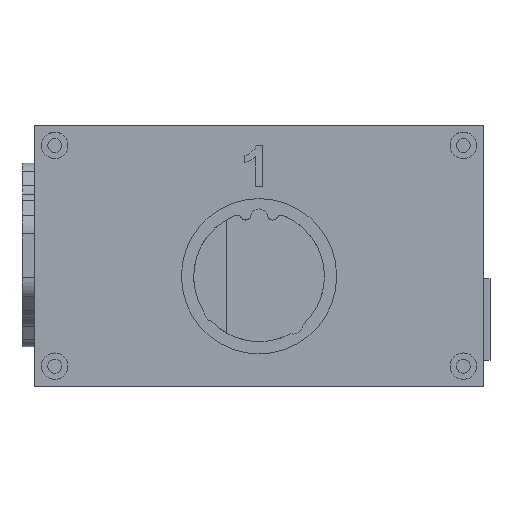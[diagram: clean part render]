
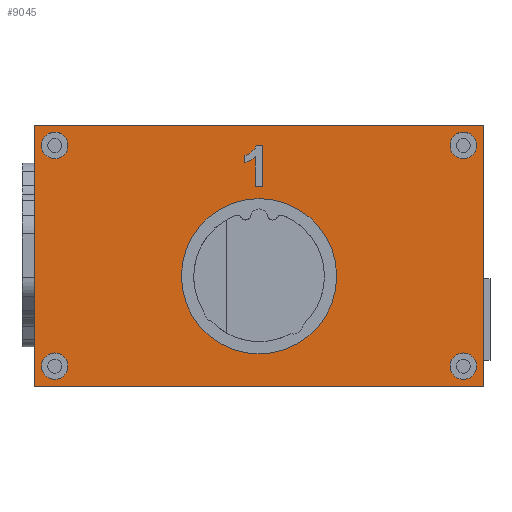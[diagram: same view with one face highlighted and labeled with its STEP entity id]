
A CAD part, top view. The second image highlights one B-rep face of the part: STEP entity #9045.
In plain terms, the highlighted planar face has unit normal (0, 0, 1).
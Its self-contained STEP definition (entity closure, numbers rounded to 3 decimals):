
#340=B_SPLINE_CURVE_WITH_KNOTS('',3,(#15340,#15341,#15342,#15343,#15344),
 .UNSPECIFIED.,.F.,.F.,(4,1,4),(0.,0.105,0.202),
 .UNSPECIFIED.);
#342=B_SPLINE_CURVE_WITH_KNOTS('',3,(#15363,#15364,#15365,#15366,#15367),
 .UNSPECIFIED.,.F.,.F.,(4,1,4),(0.,0.086,0.188),
 .UNSPECIFIED.);
#344=B_SPLINE_CURVE_WITH_KNOTS('',3,(#15392,#15393,#15394,#15395,#15396),
 .UNSPECIFIED.,.F.,.F.,(4,1,4),(0.,0.143,0.289),
 .UNSPECIFIED.);
#509=FACE_BOUND('',#1588,.T.);
#510=FACE_BOUND('',#1589,.T.);
#511=FACE_BOUND('',#1590,.T.);
#512=FACE_BOUND('',#1591,.T.);
#513=FACE_BOUND('',#1592,.T.);
#514=FACE_BOUND('',#1593,.T.);
#560=CIRCLE('',#9480,3.25);
#562=CIRCLE('',#9484,3.25);
#568=CIRCLE('',#9494,3.25);
#570=CIRCLE('',#9498,3.25);
#601=CIRCLE('',#9557,19.);
#1047=FACE_OUTER_BOUND('',#1587,.T.);
#1587=EDGE_LOOP('',(#7803,#7804,#7805,#7806));
#1588=EDGE_LOOP('',(#7807,#7808,#7809,#7810,#7811,#7812,#7813,#7814));
#1589=EDGE_LOOP('',(#7815));
#1590=EDGE_LOOP('',(#7816));
#1591=EDGE_LOOP('',(#7817));
#1592=EDGE_LOOP('',(#7818));
#1593=EDGE_LOOP('',(#7819));
#2302=LINE('',#15323,#3241);
#2308=LINE('',#15377,#3247);
#2312=LINE('',#15406,#3251);
#2315=LINE('',#15412,#3254);
#2318=LINE('',#15417,#3257);
#2426=LINE('',#15736,#3365);
#2428=LINE('',#15740,#3367);
#2430=LINE('',#15744,#3369);
#2432=LINE('',#15747,#3371);
#3241=VECTOR('',#10805,10.);
#3247=VECTOR('',#10813,10.);
#3251=VECTOR('',#10819,10.);
#3254=VECTOR('',#10824,10.);
#3257=VECTOR('',#10829,10.);
#3365=VECTOR('',#11151,10.);
#3367=VECTOR('',#11155,10.);
#3369=VECTOR('',#11159,10.);
#3371=VECTOR('',#11163,10.);
#4147=VERTEX_POINT('',#15321);
#4148=VERTEX_POINT('',#15322);
#4151=VERTEX_POINT('',#15339);
#4153=VERTEX_POINT('',#15362);
#4155=VERTEX_POINT('',#15376);
#4157=VERTEX_POINT('',#15391);
#4159=VERTEX_POINT('',#15405);
#4161=VERTEX_POINT('',#15411);
#4199=VERTEX_POINT('',#15533);
#4201=VERTEX_POINT('',#15540);
#4207=VERTEX_POINT('',#15559);
#4209=VERTEX_POINT('',#15566);
#4264=VERTEX_POINT('',#15729);
#4265=VERTEX_POINT('',#15733);
#4266=VERTEX_POINT('',#15735);
#4267=VERTEX_POINT('',#15739);
#4268=VERTEX_POINT('',#15743);
#5298=EDGE_CURVE('',#4147,#4148,#2302,.T.);
#5302=EDGE_CURVE('',#4151,#4147,#340,.T.);
#5305=EDGE_CURVE('',#4153,#4151,#342,.T.);
#5308=EDGE_CURVE('',#4155,#4153,#2308,.T.);
#5311=EDGE_CURVE('',#4157,#4155,#344,.T.);
#5314=EDGE_CURVE('',#4159,#4157,#2312,.T.);
#5317=EDGE_CURVE('',#4161,#4159,#2315,.T.);
#5320=EDGE_CURVE('',#4148,#4161,#2318,.T.);
#5376=EDGE_CURVE('',#4199,#4199,#560,.T.);
#5379=EDGE_CURVE('',#4201,#4201,#562,.T.);
#5388=EDGE_CURVE('',#4207,#4207,#568,.T.);
#5391=EDGE_CURVE('',#4209,#4209,#570,.T.);
#5471=EDGE_CURVE('',#4264,#4264,#601,.T.);
#5474=EDGE_CURVE('',#4266,#4265,#2426,.T.);
#5476=EDGE_CURVE('',#4267,#4266,#2428,.T.);
#5478=EDGE_CURVE('',#4268,#4267,#2430,.T.);
#5480=EDGE_CURVE('',#4265,#4268,#2432,.T.);
#7803=ORIENTED_EDGE('',*,*,#5480,.T.);
#7804=ORIENTED_EDGE('',*,*,#5478,.T.);
#7805=ORIENTED_EDGE('',*,*,#5476,.T.);
#7806=ORIENTED_EDGE('',*,*,#5474,.T.);
#7807=ORIENTED_EDGE('',*,*,#5298,.T.);
#7808=ORIENTED_EDGE('',*,*,#5320,.T.);
#7809=ORIENTED_EDGE('',*,*,#5317,.T.);
#7810=ORIENTED_EDGE('',*,*,#5314,.T.);
#7811=ORIENTED_EDGE('',*,*,#5311,.T.);
#7812=ORIENTED_EDGE('',*,*,#5308,.T.);
#7813=ORIENTED_EDGE('',*,*,#5305,.T.);
#7814=ORIENTED_EDGE('',*,*,#5302,.T.);
#7815=ORIENTED_EDGE('',*,*,#5376,.T.);
#7816=ORIENTED_EDGE('',*,*,#5379,.T.);
#7817=ORIENTED_EDGE('',*,*,#5388,.T.);
#7818=ORIENTED_EDGE('',*,*,#5391,.T.);
#7819=ORIENTED_EDGE('',*,*,#5471,.T.);
#8579=PLANE('',#9562);
#9045=ADVANCED_FACE('',(#1047,#509,#510,#511,#512,#513,#514),#8579,.T.);
#9480=AXIS2_PLACEMENT_3D('',#15534,#10937,#10938);
#9484=AXIS2_PLACEMENT_3D('',#15541,#10946,#10947);
#9494=AXIS2_PLACEMENT_3D('',#15560,#10969,#10970);
#9498=AXIS2_PLACEMENT_3D('',#15567,#10978,#10979);
#9557=AXIS2_PLACEMENT_3D('',#15730,#11145,#11146);
#9562=AXIS2_PLACEMENT_3D('',#15748,#11164,#11165);
#10805=DIRECTION('',(1.,0.,0.));
#10813=DIRECTION('',(0.,1.,0.));
#10819=DIRECTION('',(0.,1.,0.));
#10824=DIRECTION('',(-1.,0.,0.));
#10829=DIRECTION('',(0.,-1.,0.));
#10937=DIRECTION('center_axis',(0.,0.,-1.));
#10938=DIRECTION('ref_axis',(-1.,0.,0.));
#10946=DIRECTION('center_axis',(0.,0.,-1.));
#10947=DIRECTION('ref_axis',(-1.,0.,0.));
#10969=DIRECTION('center_axis',(0.,0.,-1.));
#10970=DIRECTION('ref_axis',(-1.,0.,0.));
#10978=DIRECTION('center_axis',(0.,0.,-1.));
#10979=DIRECTION('ref_axis',(-1.,0.,0.));
#11145=DIRECTION('center_axis',(0.,0.,-1.));
#11146=DIRECTION('ref_axis',(-1.,0.,0.));
#11151=DIRECTION('',(0.,-1.,0.));
#11155=DIRECTION('',(-1.,0.,0.));
#11159=DIRECTION('',(0.,1.,0.));
#11163=DIRECTION('',(1.,0.,0.));
#11164=DIRECTION('center_axis',(0.,0.,1.));
#11165=DIRECTION('ref_axis',(1.,0.,0.));
#15321=CARTESIAN_POINT('',(-55.609,27.041,40.));
#15322=CARTESIAN_POINT('',(-54.054,27.041,40.));
#15323=CARTESIAN_POINT('',(-55.304,27.041,40.));
#15339=CARTESIAN_POINT('',(-56.816,25.441,40.));
#15340=CARTESIAN_POINT('Ctrl Pts',(-56.816,25.441,40.));
#15341=CARTESIAN_POINT('Ctrl Pts',(-56.548,25.673,40.));
#15342=CARTESIAN_POINT('Ctrl Pts',(-56.031,26.121,40.));
#15343=CARTESIAN_POINT('Ctrl Pts',(-55.746,26.742,40.));
#15344=CARTESIAN_POINT('Ctrl Pts',(-55.609,27.041,40.));
#15362=CARTESIAN_POINT('',(-58.446,24.51,40.));
#15363=CARTESIAN_POINT('Ctrl Pts',(-58.446,24.51,40.));
#15364=CARTESIAN_POINT('Ctrl Pts',(-58.18,24.619,40.));
#15365=CARTESIAN_POINT('Ctrl Pts',(-57.596,24.858,40.));
#15366=CARTESIAN_POINT('Ctrl Pts',(-57.091,25.236,40.));
#15367=CARTESIAN_POINT('Ctrl Pts',(-56.816,25.441,40.));
#15376=CARTESIAN_POINT('',(-58.446,22.771,40.));
#15377=CARTESIAN_POINT('',(-58.446,11.385,40.));
#15391=CARTESIAN_POINT('',(-55.97,24.224,40.));
#15392=CARTESIAN_POINT('Ctrl Pts',(-55.97,24.224,40.));
#15393=CARTESIAN_POINT('Ctrl Pts',(-56.339,23.917,40.));
#15394=CARTESIAN_POINT('Ctrl Pts',(-57.084,23.296,40.));
#15395=CARTESIAN_POINT('Ctrl Pts',(-57.989,22.947,40.));
#15396=CARTESIAN_POINT('Ctrl Pts',(-58.446,22.771,40.));
#15405=CARTESIAN_POINT('',(-55.97,17.,40.));
#15406=CARTESIAN_POINT('',(-55.97,8.5,40.));
#15411=CARTESIAN_POINT('',(-54.054,17.,40.));
#15412=CARTESIAN_POINT('',(-54.527,17.,40.));
#15417=CARTESIAN_POINT('',(-54.054,13.52,40.));
#15533=CARTESIAN_POINT('',(-101.75,27.,40.));
#15534=CARTESIAN_POINT('Origin',(-105.,27.,40.));
#15540=CARTESIAN_POINT('',(-101.75,-27.,40.));
#15541=CARTESIAN_POINT('Origin',(-105.,-27.,40.));
#15559=CARTESIAN_POINT('',(-1.75,27.,40.));
#15560=CARTESIAN_POINT('Origin',(-5.,27.,40.));
#15566=CARTESIAN_POINT('',(-1.75,-27.,40.));
#15567=CARTESIAN_POINT('Origin',(-5.,-27.,40.));
#15729=CARTESIAN_POINT('',(-36.,-5.,40.));
#15730=CARTESIAN_POINT('Origin',(-55.,-5.,40.));
#15733=CARTESIAN_POINT('',(-110.,-32.,40.));
#15735=CARTESIAN_POINT('',(-110.,32.,40.));
#15736=CARTESIAN_POINT('',(-110.,32.,40.));
#15739=CARTESIAN_POINT('',(0.,32.,40.));
#15740=CARTESIAN_POINT('',(0.,32.,40.));
#15743=CARTESIAN_POINT('',(0.,-32.,40.));
#15744=CARTESIAN_POINT('',(0.,-32.,40.));
#15747=CARTESIAN_POINT('',(-110.,-32.,40.));
#15748=CARTESIAN_POINT('Origin',(-55.,0.,40.));
